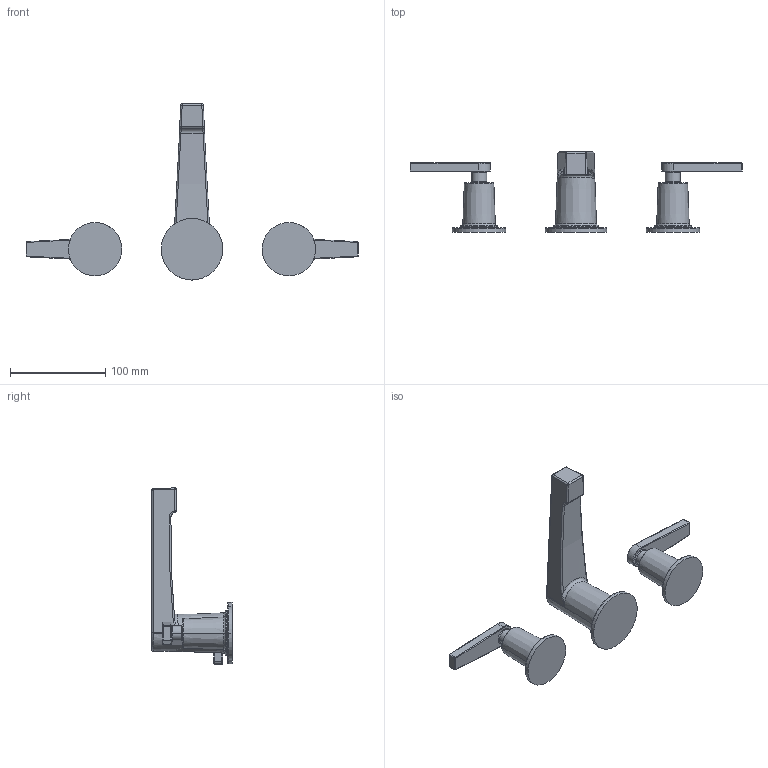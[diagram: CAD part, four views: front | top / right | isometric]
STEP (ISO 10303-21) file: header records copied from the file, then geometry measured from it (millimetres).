
FILE_DESCRIPTION((''),'2;1');
FILE_NAME('2970','2020-11-30T10:15:31',('jinson.thomas'),(''),'CREO PARAMETRIC BY PTC INC, 2018400','CREO PARAMETRIC BY PTC INC, 2018400','');
FILE_SCHEMA(('CONFIG_CONTROL_DESIGN'));
Length unit declared in the file: inch
Products named in the file (1): 2970
Bounding box: 347.98 x 84.15 x 184.73 mm (x, y, z)
Volume: 340324 mm3; surface area: 65607 mm2
Topology: 3 solids, 3 shells, 168 faces, 416 edges, 252 vertices
Faces by surface type: cylinder 67, plane 37, torus 31, sphere 16, bspline 10, cone 7
Entity records: 5625 total; most frequent: CARTESIAN_POINT 1571, DIRECTION 934, ORIENTED_EDGE 800, AXIS2_PLACEMENT_3D 408, EDGE_CURVE 400, VERTEX_POINT 252, CIRCLE 250, EDGE_LOOP 182
